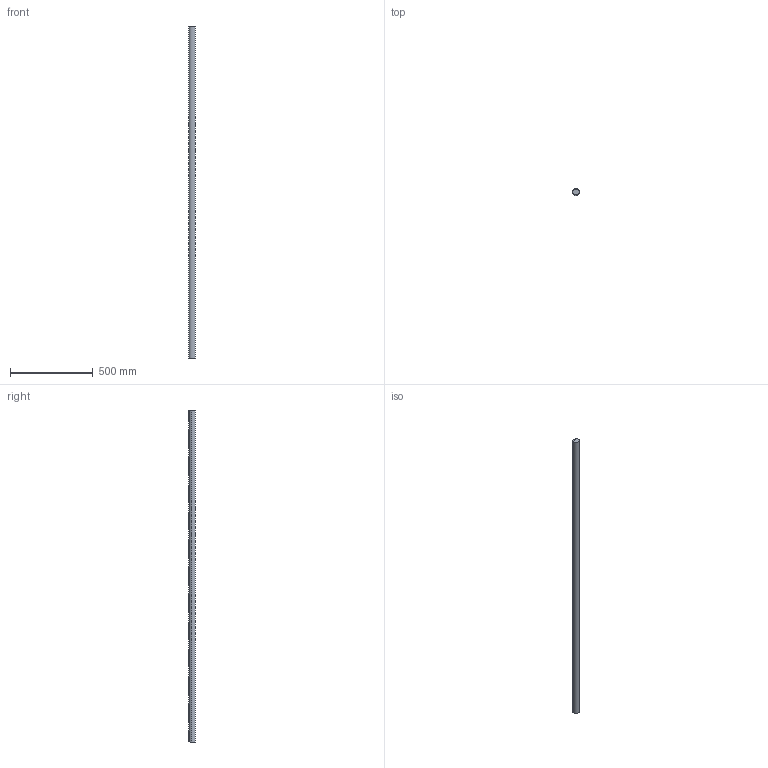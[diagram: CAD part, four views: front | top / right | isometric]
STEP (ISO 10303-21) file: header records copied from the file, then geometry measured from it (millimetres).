
FILE_DESCRIPTION(('STEP AP214'),'1');
FILE_NAME('141-440-200.stp','2017-10-09T07:55:59',('TraceParts'),('TraceParts S.A.'),'Spatial InterOp 3D',' ',' ');
FILE_SCHEMA(('automotive_design'));
Length unit declared in the file: millimetre
Products named in the file (1): 141-440-200
Bounding box: 40 x 39.96 x 2009.89 mm (x, y, z)
Volume: 2345631.5 mm3; surface area: 296977.9 mm2
Topology: 1 solids, 1 shells, 485 faces, 972 edges, 648 vertices
Faces by surface type: plane 483, cylinder 2
Entity records: 16217 total; most frequent: CARTESIAN_POINT 3066, ORIENTED_EDGE 1944, DIRECTION 1630, EDGE_CURVE 972, VERTEX_POINT 648, LINE 646, VECTOR 646, EDGE_LOOP 644
